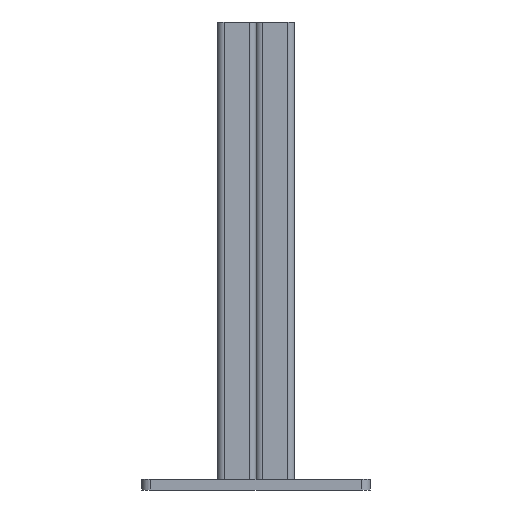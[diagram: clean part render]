
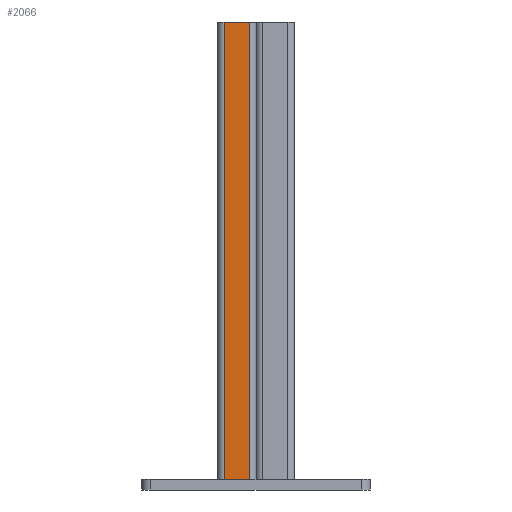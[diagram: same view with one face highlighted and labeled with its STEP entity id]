
A CAD part, left-side view. The second image highlights one B-rep face of the part: STEP entity #2066.
In plain terms, the highlighted planar face has unit normal (-1, 0, 0).
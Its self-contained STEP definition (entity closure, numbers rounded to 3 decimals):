
#33 = CARTESIAN_POINT ( 'NONE',  ( -20.5, 17.5, 0. ) ) ;
#38 = CARTESIAN_POINT ( 'NONE',  ( -20.5, 3.5, 250. ) ) ;
#44 = CARTESIAN_POINT ( 'NONE',  ( -20.5, 3.5, 0. ) ) ;
#90 = CARTESIAN_POINT ( 'NONE',  ( -20.5, 17.5, 250. ) ) ;
#498 = DIRECTION ( 'NONE',  ( 0., -1., 0. ) ) ;
#777 = CARTESIAN_POINT ( 'NONE',  ( -20.5, 0., 250. ) ) ;
#933 = VERTEX_POINT ( 'NONE', #33 ) ;
#1000 = VERTEX_POINT ( 'NONE', #90 ) ;
#1002 = VERTEX_POINT ( 'NONE', #38 ) ;
#1257 = VERTEX_POINT ( 'NONE', #44 ) ;
#1352 = VECTOR ( 'NONE', #498, 1000. ) ;
#1355 = LINE ( 'NONE', #777, #1352 ) ;
#1553 = LINE ( 'NONE', #3054, #1554 ) ;
#1554 = VECTOR ( 'NONE', #2961, 1000. ) ;
#1559 = LINE ( 'NONE', #2845, #1562 ) ;
#1562 = VECTOR ( 'NONE', #3154, 1000. ) ;
#1568 = LINE ( 'NONE', #2957, #1570 ) ;
#1570 = VECTOR ( 'NONE', #3030, 1000. ) ;
#1801 = EDGE_CURVE ( 'NONE', #1000, #1002, #1355, .T. ) ;
#2066 = ADVANCED_FACE ( 'NONE', ( #2742 ), #2967, .F. ) ;
#2151 = EDGE_CURVE ( 'NONE', #933, #1257, #1553, .T. ) ;
#2156 = EDGE_CURVE ( 'NONE', #1002, #1257, #1559, .T. ) ;
#2162 = EDGE_CURVE ( 'NONE', #1000, #933, #1568, .T. ) ;
#2206 = AXIS2_PLACEMENT_3D ( 'NONE', #3027, #3075, #3058 ) ;
#2483 = ORIENTED_EDGE ( 'NONE', *, *, #2162, .T. ) ;
#2510 = ORIENTED_EDGE ( 'NONE', *, *, #2151, .T. ) ;
#2526 = ORIENTED_EDGE ( 'NONE', *, *, #2156, .F. ) ;
#2582 = ORIENTED_EDGE ( 'NONE', *, *, #1801, .F. ) ;
#2603 = EDGE_LOOP ( 'NONE', ( #2510, #2526, #2582, #2483 ) ) ;
#2742 = FACE_OUTER_BOUND ( 'NONE', #2603, .T. ) ;
#2845 = CARTESIAN_POINT ( 'NONE',  ( -20.5, 3.5, 250. ) ) ;
#2957 = CARTESIAN_POINT ( 'NONE',  ( -20.5, 17.5, 250. ) ) ;
#2961 = DIRECTION ( 'NONE',  ( 0., -1., 0. ) ) ;
#2967 = PLANE ( 'NONE',  #2206 ) ;
#3027 = CARTESIAN_POINT ( 'NONE',  ( -20.5, 0., 250. ) ) ;
#3030 = DIRECTION ( 'NONE',  ( 0., 0., -1. ) ) ;
#3054 = CARTESIAN_POINT ( 'NONE',  ( -20.5, 0., 0. ) ) ;
#3058 = DIRECTION ( 'NONE',  ( 0., 1., 0. ) ) ;
#3075 = DIRECTION ( 'NONE',  ( 1., 0., 0. ) ) ;
#3154 = DIRECTION ( 'NONE',  ( 0., 0., -1. ) ) ;
